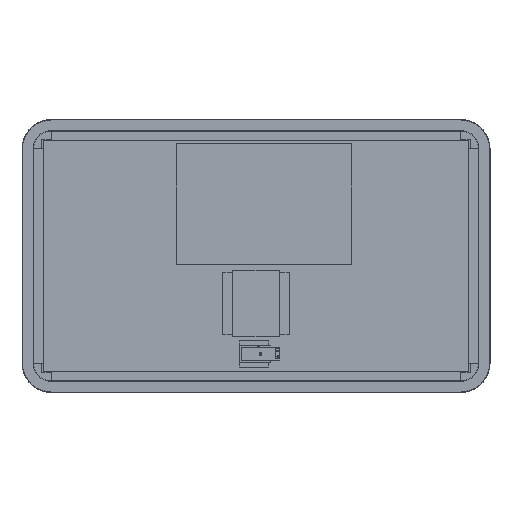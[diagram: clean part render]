
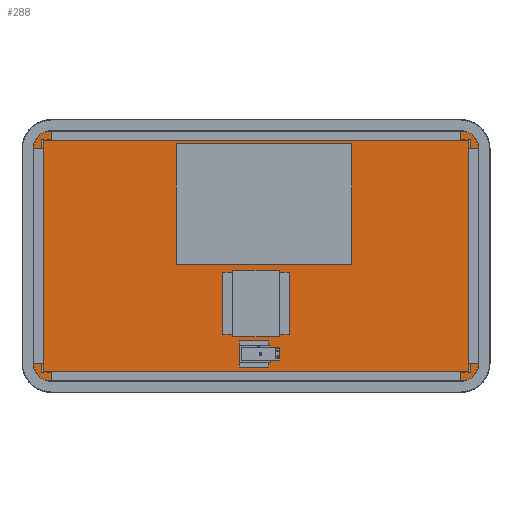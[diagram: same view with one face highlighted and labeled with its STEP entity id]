
A CAD part, top view. The second image highlights one B-rep face of the part: STEP entity #288.
In plain terms, the highlighted planar face has unit normal (0, 0, 1).
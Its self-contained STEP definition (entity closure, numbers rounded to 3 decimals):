
#45=DIRECTION('',(-1.,0.,0.));
#46=VECTOR('',#45,1050.);
#47=CARTESIAN_POINT('',(525.,350.,5.));
#48=LINE('',#47,#46);
#57=DIRECTION('',(0.,1.,0.));
#58=VECTOR('',#57,550.);
#59=CARTESIAN_POINT('',(600.,-275.,5.));
#60=LINE('',#59,#58);
#69=DIRECTION('',(1.,0.,0.));
#70=VECTOR('',#69,1050.);
#71=CARTESIAN_POINT('',(-525.,-350.,5.));
#72=LINE('',#71,#70);
#81=DIRECTION('',(0.,-1.,0.));
#82=VECTOR('',#81,550.);
#83=CARTESIAN_POINT('',(-600.,275.,5.));
#84=LINE('',#83,#82);
#85=CARTESIAN_POINT('',(-525.,275.,5.));
#86=DIRECTION('',(0.,0.,-1.));
#87=DIRECTION('',(-1.,0.,0.));
#88=AXIS2_PLACEMENT_3D('',#85,#86,#87);
#90=CARTESIAN_POINT('',(525.,275.,5.));
#91=DIRECTION('',(0.,0.,-1.));
#92=DIRECTION('',(0.,1.,0.));
#93=AXIS2_PLACEMENT_3D('',#90,#91,#92);
#95=CARTESIAN_POINT('',(525.,-275.,5.));
#96=DIRECTION('',(0.,0.,-1.));
#97=DIRECTION('',(1.,0.,0.));
#98=AXIS2_PLACEMENT_3D('',#95,#96,#97);
#100=CARTESIAN_POINT('',(-525.,-275.,5.));
#101=DIRECTION('',(0.,0.,-1.));
#102=DIRECTION('',(0.,-1.,0.));
#103=AXIS2_PLACEMENT_3D('',#100,#101,#102);
#121=CARTESIAN_POINT('',(-525.,350.,5.));
#122=VERTEX_POINT('',#121);
#123=CARTESIAN_POINT('',(-600.,275.,5.));
#124=VERTEX_POINT('',#123);
#125=CARTESIAN_POINT('',(525.,350.,5.));
#126=VERTEX_POINT('',#125);
#127=CARTESIAN_POINT('',(600.,275.,5.));
#128=VERTEX_POINT('',#127);
#129=CARTESIAN_POINT('',(600.,-275.,5.));
#130=VERTEX_POINT('',#129);
#131=CARTESIAN_POINT('',(525.,-350.,5.));
#132=VERTEX_POINT('',#131);
#133=CARTESIAN_POINT('',(-525.,-350.,5.));
#134=VERTEX_POINT('',#133);
#135=CARTESIAN_POINT('',(-600.,-275.,5.));
#136=VERTEX_POINT('',#135);
#273=CARTESIAN_POINT('',(0.,0.,5.));
#274=DIRECTION('',(0.,0.,1.));
#275=DIRECTION('',(1.,0.,0.));
#276=AXIS2_PLACEMENT_3D('',#273,#274,#275);
#277=PLANE('',#276);
#278=ORIENTED_EDGE('',*,*,#169,.T.);
#279=ORIENTED_EDGE('',*,*,#184,.F.);
#280=ORIENTED_EDGE('',*,*,#198,.T.);
#281=ORIENTED_EDGE('',*,*,#212,.F.);
#282=ORIENTED_EDGE('',*,*,#226,.T.);
#283=ORIENTED_EDGE('',*,*,#240,.F.);
#284=ORIENTED_EDGE('',*,*,#254,.T.);
#285=ORIENTED_EDGE('',*,*,#267,.F.);
#286=EDGE_LOOP('',(#278,#279,#280,#281,#282,#283,#284,#285));
#287=FACE_OUTER_BOUND('',#286,.F.);
#89=CIRCLE('',#88,75.);
#94=CIRCLE('',#93,75.);
#99=CIRCLE('',#98,75.);
#104=CIRCLE('',#103,75.);
#169=EDGE_CURVE('',#124,#122,#89,.T.);
#184=EDGE_CURVE('',#126,#122,#48,.T.);
#198=EDGE_CURVE('',#126,#128,#94,.T.);
#212=EDGE_CURVE('',#130,#128,#60,.T.);
#226=EDGE_CURVE('',#130,#132,#99,.T.);
#240=EDGE_CURVE('',#134,#132,#72,.T.);
#254=EDGE_CURVE('',#134,#136,#104,.T.);
#267=EDGE_CURVE('',#124,#136,#84,.T.);
#288=ADVANCED_FACE('',(#287),#277,.T.);
